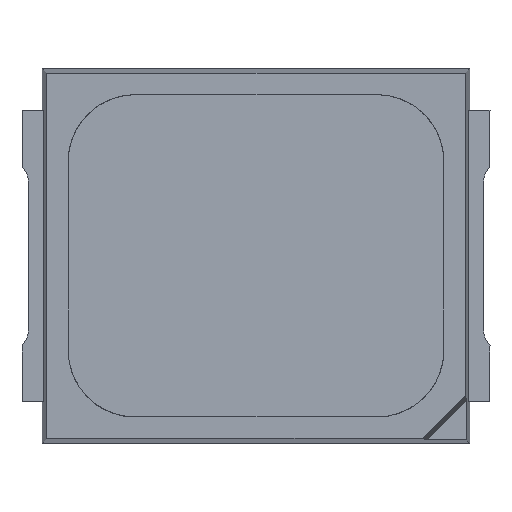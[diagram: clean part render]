
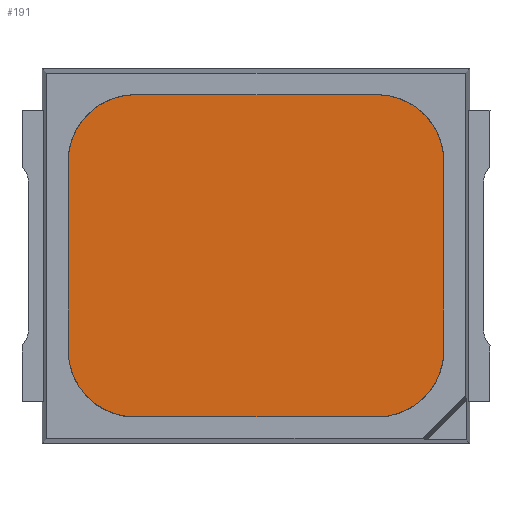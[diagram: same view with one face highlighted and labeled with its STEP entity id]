
A CAD part, top view. The second image highlights one B-rep face of the part: STEP entity #191.
In plain terms, the highlighted planar face has unit normal (0, 0, 1).
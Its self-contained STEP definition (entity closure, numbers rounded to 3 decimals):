
#126=B_SPLINE_CURVE_WITH_KNOTS('',3,(#1858,#1859,#1860,#1861,#1862,#1863,
#1864),.UNSPECIFIED.,.F.,.F.,(4,1,2,4),(0.,0.5,0.75,1.),.UNSPECIFIED.);
#128=B_SPLINE_CURVE_WITH_KNOTS('',3,(#1900,#1901,#1902,#1903,#1904,#1905,
#1906),.UNSPECIFIED.,.F.,.F.,(4,1,2,4),(0.,0.5,0.75,1.),.UNSPECIFIED.);
#134=B_SPLINE_CURVE_WITH_KNOTS('',3,(#2026,#2027,#2028,#2029,#2030,#2031,
#2032,#2033,#2034),.UNSPECIFIED.,.F.,.F.,(4,2,1,2,4),(0.,0.25,0.5,0.75,
1.),.UNSPECIFIED.);
#136=B_SPLINE_CURVE_WITH_KNOTS('',3,(#2080,#2081,#2082,#2083,#2084,#2085,
#2086),.UNSPECIFIED.,.F.,.F.,(4,1,2,4),(0.,0.5,0.75,1.),.UNSPECIFIED.);
#191=ADVANCED_FACE('',(#290),#246,.F.);
#246=PLANE('',#1340);
#290=FACE_OUTER_BOUND('',#354,.T.);
#354=EDGE_LOOP('',(#519,#520,#521,#522,#523,#524,#525,#526));
#519=ORIENTED_EDGE('',*,*,#926,.F.);
#520=ORIENTED_EDGE('',*,*,#930,.F.);
#521=ORIENTED_EDGE('',*,*,#936,.F.);
#522=ORIENTED_EDGE('',*,*,#942,.F.);
#523=ORIENTED_EDGE('',*,*,#947,.F.);
#524=ORIENTED_EDGE('',*,*,#944,.F.);
#525=ORIENTED_EDGE('',*,*,#938,.F.);
#526=ORIENTED_EDGE('',*,*,#932,.F.);
#804=VERTEX_POINT('',#1815);
#805=VERTEX_POINT('',#1817);
#808=VERTEX_POINT('',#1857);
#809=VERTEX_POINT('',#1907);
#812=VERTEX_POINT('',#1953);
#813=VERTEX_POINT('',#1985);
#816=VERTEX_POINT('',#2025);
#817=VERTEX_POINT('',#2087);
#926=EDGE_CURVE('',#804,#805,#1091,.T.);
#930=EDGE_CURVE('',#808,#804,#126,.T.);
#932=EDGE_CURVE('',#805,#809,#128,.T.);
#936=EDGE_CURVE('',#812,#808,#1093,.T.);
#938=EDGE_CURVE('',#809,#813,#1095,.T.);
#942=EDGE_CURVE('',#816,#812,#134,.T.);
#944=EDGE_CURVE('',#813,#817,#136,.T.);
#947=EDGE_CURVE('',#817,#816,#1097,.T.);
#1091=LINE('',#1816,#1219);
#1093=LINE('',#1954,#1221);
#1095=LINE('',#1984,#1223);
#1097=LINE('',#2128,#1225);
#1219=VECTOR('',#1473,1.);
#1221=VECTOR('',#1475,1.);
#1223=VECTOR('',#1477,1.);
#1225=VECTOR('',#1479,1.);
#1340=AXIS2_PLACEMENT_3D('',#2174,#1507,#1508);
#1473=DIRECTION('',(-1.,0.,0.));
#1475=DIRECTION('',(0.,-1.,0.));
#1477=DIRECTION('',(0.,1.,0.));
#1479=DIRECTION('',(1.,0.,0.));
#1507=DIRECTION('',(0.,0.,-1.));
#1508=DIRECTION('',(-1.,0.,0.));
#1815=CARTESIAN_POINT('',(0.905,-1.205,0.65));
#1816=CARTESIAN_POINT('',(0.,-1.205,0.65));
#1817=CARTESIAN_POINT('',(-0.905,-1.205,0.65));
#1857=CARTESIAN_POINT('',(1.405,-0.705,0.65));
#1858=CARTESIAN_POINT('',(1.405,-0.705,0.65));
#1859=CARTESIAN_POINT('',(1.405,-0.836,0.65));
#1860=CARTESIAN_POINT('',(1.324,-1.031,0.65));
#1861=CARTESIAN_POINT('',(1.157,-1.141,0.65));
#1862=CARTESIAN_POINT('',(1.036,-1.191,0.65));
#1863=CARTESIAN_POINT('',(0.97,-1.205,0.65));
#1864=CARTESIAN_POINT('',(0.905,-1.205,0.65));
#1900=CARTESIAN_POINT('',(-0.905,-1.205,0.65));
#1901=CARTESIAN_POINT('',(-1.036,-1.205,0.65));
#1902=CARTESIAN_POINT('',(-1.231,-1.124,0.65));
#1903=CARTESIAN_POINT('',(-1.341,-0.957,0.65));
#1904=CARTESIAN_POINT('',(-1.391,-0.836,0.65));
#1905=CARTESIAN_POINT('',(-1.405,-0.77,0.65));
#1906=CARTESIAN_POINT('',(-1.405,-0.705,0.65));
#1907=CARTESIAN_POINT('',(-1.405,-0.705,0.65));
#1953=CARTESIAN_POINT('',(1.405,0.705,0.65));
#1954=CARTESIAN_POINT('',(1.405,0.,0.65));
#1984=CARTESIAN_POINT('',(-1.405,0.,0.65));
#1985=CARTESIAN_POINT('',(-1.405,0.705,0.65));
#2025=CARTESIAN_POINT('',(0.905,1.205,0.65));
#2026=CARTESIAN_POINT('',(0.905,1.205,0.65));
#2027=CARTESIAN_POINT('',(0.97,1.205,0.65));
#2028=CARTESIAN_POINT('',(1.036,1.191,0.65));
#2029=CARTESIAN_POINT('',(1.157,1.141,0.65));
#2030=CARTESIAN_POINT('',(1.268,1.068,0.65));
#2031=CARTESIAN_POINT('',(1.341,0.957,0.65));
#2032=CARTESIAN_POINT('',(1.391,0.836,0.65));
#2033=CARTESIAN_POINT('',(1.405,0.77,0.65));
#2034=CARTESIAN_POINT('',(1.405,0.705,0.65));
#2080=CARTESIAN_POINT('',(-1.405,0.705,0.65));
#2081=CARTESIAN_POINT('',(-1.405,0.836,0.65));
#2082=CARTESIAN_POINT('',(-1.324,1.031,0.65));
#2083=CARTESIAN_POINT('',(-1.157,1.141,0.65));
#2084=CARTESIAN_POINT('',(-1.036,1.191,0.65));
#2085=CARTESIAN_POINT('',(-0.97,1.205,0.65));
#2086=CARTESIAN_POINT('',(-0.905,1.205,0.65));
#2087=CARTESIAN_POINT('',(-0.905,1.205,0.65));
#2128=CARTESIAN_POINT('',(0.,1.205,0.65));
#2174=CARTESIAN_POINT('',(-0.905,0.705,0.65));
